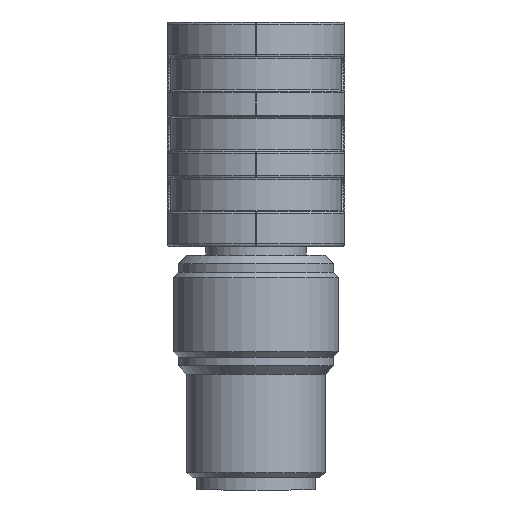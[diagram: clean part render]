
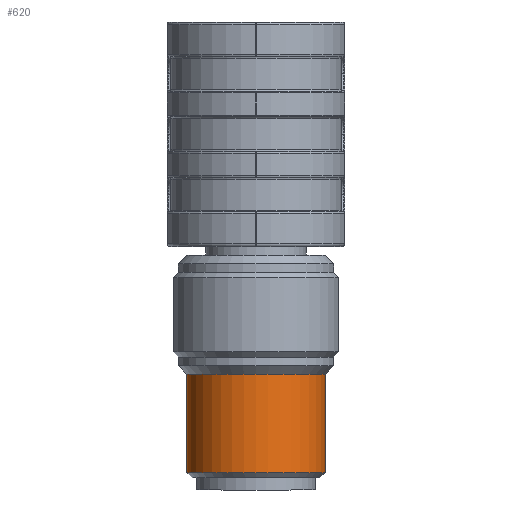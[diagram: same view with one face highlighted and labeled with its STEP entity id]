
A CAD part, left-side view. The second image highlights one B-rep face of the part: STEP entity #620.
In plain terms, the highlighted cylindrical face has radius 4 mm (diameter 8 mm), a full revolution.
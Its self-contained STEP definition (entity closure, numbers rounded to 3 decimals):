
#377=CYLINDRICAL_SURFACE('',#4370,4.);
#620=ADVANCED_FACE('',(#800,#801),#377,.T.);
#800=FACE_BOUND('',#1102,.T.);
#801=FACE_BOUND('',#1103,.T.);
#1102=EDGE_LOOP('',(#2000));
#1103=EDGE_LOOP('',(#2001));
#2000=ORIENTED_EDGE('',*,*,#2742,.T.);
#2001=ORIENTED_EDGE('',*,*,#2741,.F.);
#2292=VERTEX_POINT('',#7010);
#2293=VERTEX_POINT('',#7013);
#2741=EDGE_CURVE('',#2292,#2292,#3038,.T.);
#2742=EDGE_CURVE('',#2293,#2293,#3039,.T.);
#3038=CIRCLE('',#4367,4.);
#3039=CIRCLE('',#4369,4.);
#4367=AXIS2_PLACEMENT_3D('',#7009,#5596,#5597);
#4369=AXIS2_PLACEMENT_3D('',#7012,#5600,#5601);
#4370=AXIS2_PLACEMENT_3D('',#7014,#5602,#5603);
#5596=DIRECTION('',(0.,0.,-1.));
#5597=DIRECTION('',(0.,1.,0.));
#5600=DIRECTION('',(0.,0.,-1.));
#5601=DIRECTION('',(0.,1.,0.));
#5602=DIRECTION('',(0.,0.,-1.));
#5603=DIRECTION('',(0.,-1.,0.));
#7009=CARTESIAN_POINT('',(55.148,56.773,1.64));
#7010=CARTESIAN_POINT('',(55.148,60.773,1.64));
#7012=CARTESIAN_POINT('',(55.148,56.773,7.34));
#7013=CARTESIAN_POINT('',(55.148,60.773,7.34));
#7014=CARTESIAN_POINT('',(55.148,56.773,1.34));
